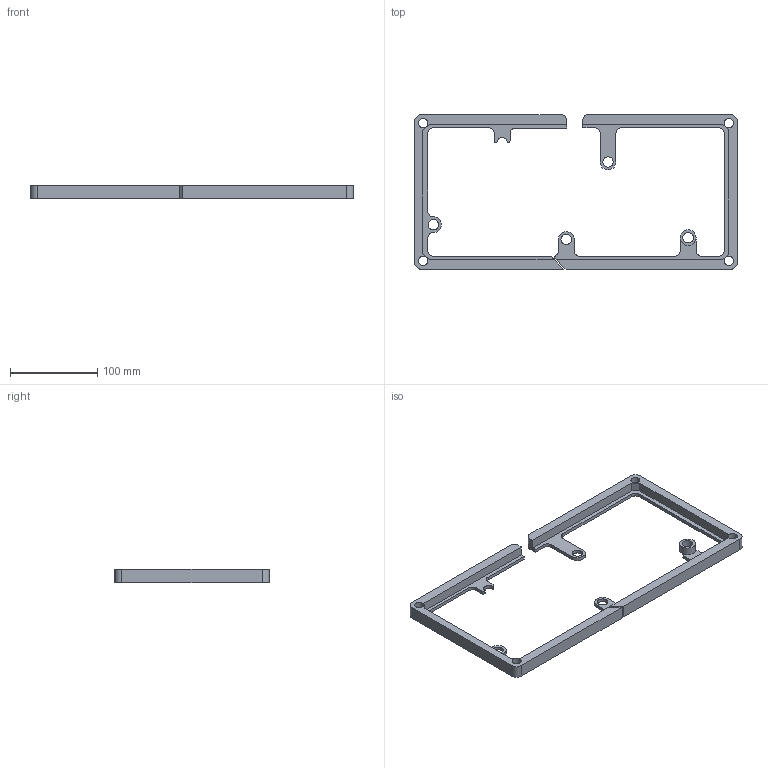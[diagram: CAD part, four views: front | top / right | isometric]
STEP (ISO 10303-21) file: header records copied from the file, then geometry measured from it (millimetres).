
FILE_DESCRIPTION(/* description */ (''),/* implementation_level */ '2;1');
FILE_NAME(/* name */ 'ofof1-walls-3dprint-acrylic v4.step',/* time_stamp */ '2023-09-01T09:28:15-06:00',/* author */ (''),/* organization */ (''),/* preprocessor_version */ 'ST-DEVELOPER v20',/* originating_system */ 'Autodesk Translation Framework v12.9.0.99',/* authorisation */ '');
FILE_SCHEMA (('AUTOMOTIVE_DESIGN { 1 0 10303 214 3 1 1 }'));
Length unit declared in the file: millimetre
Products named in the file (4): ofof1-walls-3dprint-acrylic; marco izquierdo; espaciador; marco derecho
Assembly tree (3 placements, depth 2):
  ofof1-walls-3dprint-acrylic
    marco izquierdo
    espaciador
    marco derecho
Bounding box: 370.84 x 177.8 x 15 mm (x, y, z)
Volume: 187401 mm3; surface area: 69664.4 mm2
Topology: 3 solids, 3 shells, 92 faces, 258 edges, 172 vertices
Faces by surface type: plane 52, cylinder 40
Full cylindrical faces by diameter (mm): 10.5 x4, 12 x4, 18.16 x1
Entity records: 3138 total; most frequent: DIRECTION 536, CARTESIAN_POINT 529, ORIENTED_EDGE 516, EDGE_CURVE 258, AXIS2_PLACEMENT_3D 179, LINE 178, VECTOR 178, VERTEX_POINT 172
